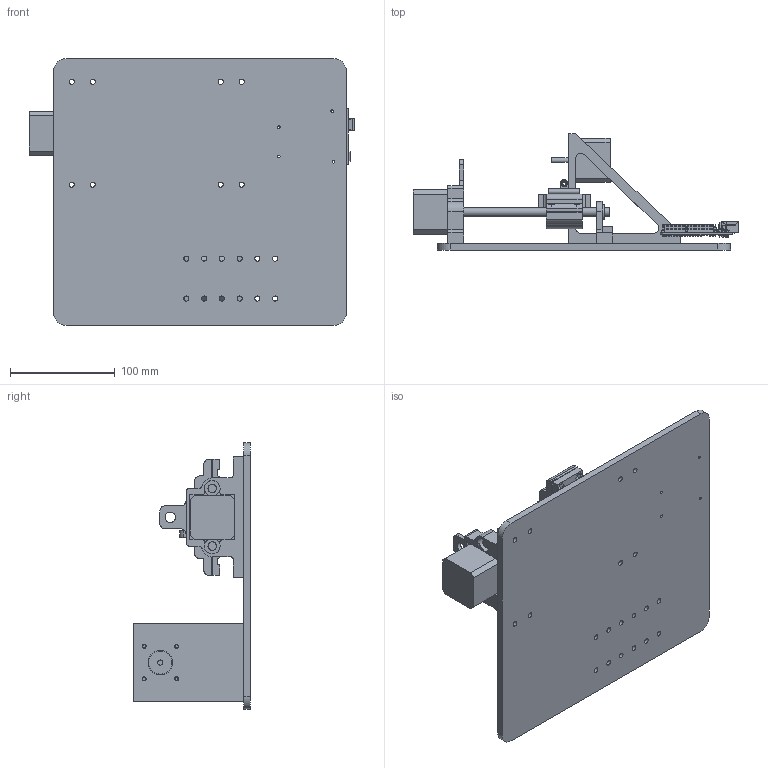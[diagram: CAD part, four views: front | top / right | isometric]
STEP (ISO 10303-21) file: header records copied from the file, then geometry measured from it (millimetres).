
FILE_DESCRIPTION(/* description */ (''),/* implementation_level */ '2;1');
FILE_NAME(/* name */ 'Full_Assembly.step',/* time_stamp */ '2020-12-12T09:20:18-08:00',/* author */ (''),/* organization */ (''),/* preprocessor_version */ 'ST-DEVELOPER v18.1',/* originating_system */ 'Autodesk Translation Framework v9.3.0.1241',/* authorisation */ '');
FILE_SCHEMA (('AUTOMOTIVE_DESIGN { 1 0 10303 214 3 1 1 }'));
Products named in the file (51): Assembly; laser_cut_plate; Bracket_motor_pickup_winder; rod; LM8UU; bearing_block_bottom; bearing_block_top; arduino uno; unoboard blue; USB type b.SLDPRT; USB SHELL; USB core; usb btm contact; usb top contact; power jack; 47uf CAP Dcase; crystal; nano - reg; dip28 (1); dip28; dip socket pin; 2pin_header__02; atmega16u2; led; 8 PORT HEADER; 6 PORT HEADER; 10 PORT HEADER; ATMEL328P; 102 RESISTOR PACK; 103 RESISTOR PACK; 220 RESISTOR PACK; 16mhz crystal - measured; PADS001; ssot3; mf-msmf050-2; lmv358; 603 cap on pad; lp2985dgkr; cd1206 diode; 603 resistor ...
Assembly tree (101 placements, depth 4):
  Assembly
    laser_cut_plate
    Bracket_motor_pickup_winder
    rod  x2
    LM8UU
    bearing_block_bottom
    bearing_block_top
    arduino uno
      unoboard blue
      47uf CAP Dcase  x2
      USB type b.SLDPRT
        USB SHELL
        USB core
        usb top contact  x2
        usb btm contact  x2
      power jack
      crystal
      2pin_header__02  x6
      nano - reg
      led  x4
      dip28 (1)
        dip28
        dip socket pin  x28
      atmega16u2
      8 PORT HEADER  x2
      6 PORT HEADER
      10 PORT HEADER
      ATMEL328P
      102 RESISTOR PACK  x2
      103 RESISTOR PACK
      220 RESISTOR PACK
      16mhz crystal - measured
      PADS001
      603 cap on pad  x8
      ssot3
      mf-msmf050-2
      lmv358
      lp2985dgkr
      cd1206 diode  x2
      603 resistor
      blm21
      m7 diode
      MLC0603  x2
      RESET BUTTON
        RESET CORE
        RESET
    clamp_lower
    bracket_loop
    motor_rail_bracket
    NEMA17  x2
    rail_bracket
Bounding box: 310.39 x 111.35 x 254 mm (x, y, z)
Volume: 871622.6 mm3; surface area: 300215.4 mm2
Topology: 171 solids, 171 shells, 8910 faces, 23278 edges, 15102 vertices
Faces by surface type: plane 5583, cylinder 1824, bspline 955, torus 396, cone 104, sphere 48
Full cylindrical faces by diameter (mm): 0.3 x1, 0.4 x1, 0.5 x32, 0.6 x29, 0.8 x82, 1 x11, 1.35 x56, 1.7 x56, 2 x4, 2.5 x6, 2.54 x2, 3 x10, 3.175 x4, 3.2 x1, 3.6 x1, 3.745 x2, 3.75 x2, 3.8 x16, 4.039 x4, 4.318 x4, 4.902 x20, 6.3 x5, 7 x8, 8 x9, 8.2 x2, 10 x1, 13 x2, 15 x5, 22 x2, 23.5 x1
Entity records: 241396 total; most frequent: CARTESIAN_POINT 68134, ORIENTED_EDGE 37258, DIRECTION 32541, EDGE_CURVE 18629, LINE 13291, VECTOR 13291, VERTEX_POINT 12197, AXIS2_PLACEMENT_3D 9625
